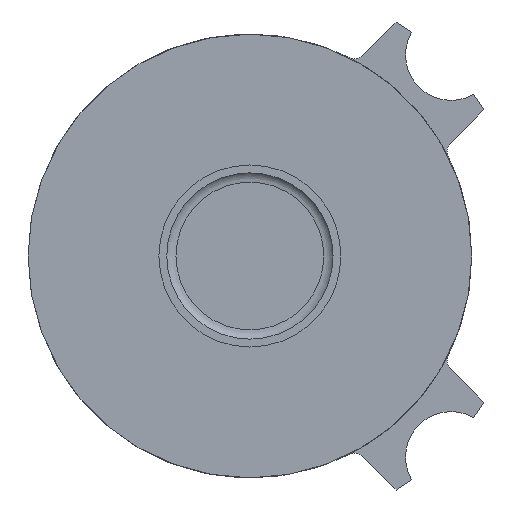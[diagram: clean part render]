
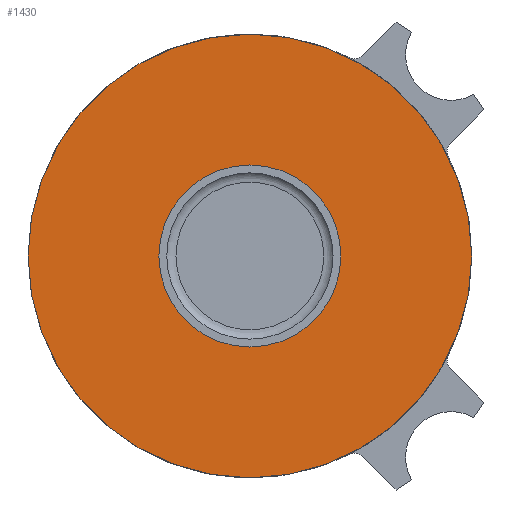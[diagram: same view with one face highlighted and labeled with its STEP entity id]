
A CAD part, left-side view. The second image highlights one B-rep face of the part: STEP entity #1430.
In plain terms, the highlighted planar face has unit normal (-1, 0, 0).
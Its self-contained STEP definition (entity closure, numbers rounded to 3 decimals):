
#51=PLANE('',#1565);
#416=ORIENTED_EDGE('',*,*,#697,.F.);
#417=ORIENTED_EDGE('',*,*,#789,.T.);
#697=EDGE_CURVE('',#903,#903,#1045,.T.);
#789=EDGE_CURVE('',#974,#974,#1077,.T.);
#903=VERTEX_POINT('',#2168);
#974=VERTEX_POINT('',#3370);
#1045=CIRCLE('',#1508,39.);
#1077=CIRCLE('',#1566,16.);
#1176=EDGE_LOOP('',(#416));
#1177=EDGE_LOOP('',(#417));
#1290=FACE_BOUND('',#1176,.T.);
#1291=FACE_BOUND('',#1177,.T.);
#1430=ADVANCED_FACE('',(#1290,#1291),#51,.T.);
#1508=AXIS2_PLACEMENT_3D('',#2167,#1700,#1701);
#1565=AXIS2_PLACEMENT_3D('',#3368,#1865,#1866);
#1566=AXIS2_PLACEMENT_3D('',#3369,#1867,#1868);
#1700=DIRECTION('',(1.,0.,0.));
#1701=DIRECTION('',(0.,1.,0.));
#1865=DIRECTION('',(-1.,0.,0.));
#1866=DIRECTION('',(0.,-1.,0.));
#1867=DIRECTION('',(1.,0.,0.));
#1868=DIRECTION('',(0.,1.,0.));
#2167=CARTESIAN_POINT('',(0.,0.,0.));
#2168=CARTESIAN_POINT('',(0.,39.,0.));
#3368=CARTESIAN_POINT('',(0.,16.,0.));
#3369=CARTESIAN_POINT('',(0.,0.,0.));
#3370=CARTESIAN_POINT('',(0.,16.,0.));
